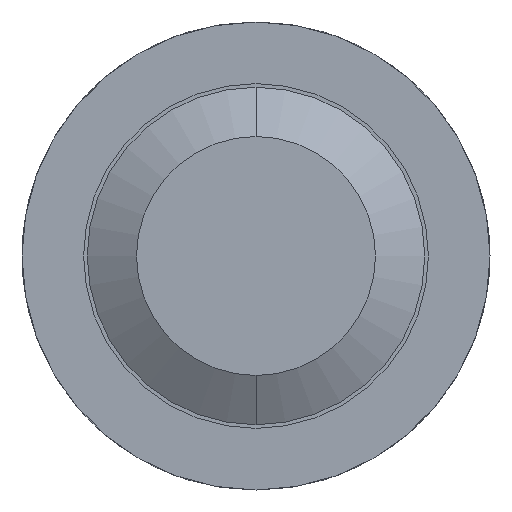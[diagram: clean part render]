
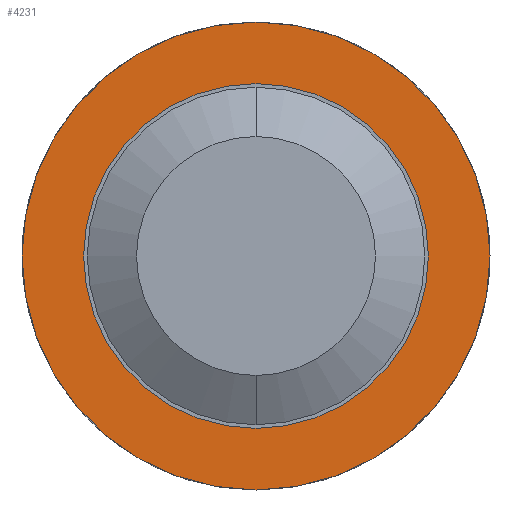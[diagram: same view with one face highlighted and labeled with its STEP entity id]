
A CAD part, front view. The second image highlights one B-rep face of the part: STEP entity #4231.
In plain terms, the highlighted planar face has unit normal (0, -1, 0).
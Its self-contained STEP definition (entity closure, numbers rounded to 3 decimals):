
#415 = AXIS2_PLACEMENT_3D ( 'NONE', #3934, #917, #3309 ) ;
#575 = EDGE_CURVE ( 'Defeature ausgef�hrt3_15+Defeature ausgef�hrt3_16+Defeature ausgef�hrt3_16+Defeature ausgef�hrt3_16', #1608, #4117, #3327, .T. ) ;
#775 = VERTEX_POINT ( 'NONE', #2578 ) ;
#825 = CARTESIAN_POINT ( 'NONE',  ( 0., -2.5, -0.685 ) ) ;
#908 = DIRECTION ( 'NONE',  ( 0., 0., 1. ) ) ;
#917 = DIRECTION ( 'NONE',  ( 0., 1., 0. ) ) ;
#1094 = DIRECTION ( 'NONE',  ( 0., 1., 0. ) ) ;
#1276 = PLANE ( 'NONE',  #415 ) ;
#1321 = CIRCLE ( 'NONE', #2106, 0.685 ) ;
#1463 = AXIS2_PLACEMENT_3D ( 'NONE', #1831, #1845, #2192 ) ;
#1496 = EDGE_CURVE ( 'Defeature ausgef�hrt3_16+Defeature ausgef�hrt3_10+Defeature ausgef�hrt3_10+Defeature ausgef�hrt3_10', #775, #3284, #1321, .T. ) ;
#1535 = CIRCLE ( 'NONE', #2394, 0.685 ) ;
#1608 = VERTEX_POINT ( 'NONE', #2605 ) ;
#1782 = EDGE_CURVE ( 'Defeature ausgef�hrt3_16+Defeature ausgef�hrt3_10+Defeature ausgef�hrt3_10+Defeature ausgef�hrt3_10', #3284, #775, #1535, .T. ) ;
#1831 = CARTESIAN_POINT ( 'NONE',  ( 0., -2.5, 0. ) ) ;
#1845 = DIRECTION ( 'NONE',  ( 0., 1., 0. ) ) ;
#1852 = CIRCLE ( 'NONE', #1463, 0.95 ) ;
#2106 = AXIS2_PLACEMENT_3D ( 'NONE', #2134, #2702, #908 ) ;
#2134 = CARTESIAN_POINT ( 'NONE',  ( 0., -2.5, 0. ) ) ;
#2192 = DIRECTION ( 'NONE',  ( 0., 0., 1. ) ) ;
#2283 = FACE_BOUND ( 'NONE', #2412, .T. ) ;
#2301 = ORIENTED_EDGE ( 'NONE', *, *, #3297, .F. ) ;
#2334 = ORIENTED_EDGE ( 'NONE', *, *, #1782, .T. ) ;
#2394 = AXIS2_PLACEMENT_3D ( 'NONE', #3443, #1094, #3769 ) ;
#2412 = EDGE_LOOP ( 'NONE', ( #3986, #2334 ) ) ;
#2578 = CARTESIAN_POINT ( 'NONE',  ( 0., -2.5, 0.685 ) ) ;
#2605 = CARTESIAN_POINT ( 'NONE',  ( 0., -2.5, 0.95 ) ) ;
#2616 = EDGE_LOOP ( 'NONE', ( #2730, #2301 ) ) ;
#2702 = DIRECTION ( 'NONE',  ( 0., 1., 0. ) ) ;
#2730 = ORIENTED_EDGE ( 'NONE', *, *, #575, .F. ) ;
#3127 = CARTESIAN_POINT ( 'NONE',  ( 0., -2.5, 0. ) ) ;
#3284 = VERTEX_POINT ( 'NONE', #825 ) ;
#3297 = EDGE_CURVE ( 'Defeature ausgef�hrt3_15+Defeature ausgef�hrt3_16+Defeature ausgef�hrt3_16+Defeature ausgef�hrt3_16', #4117, #1608, #1852, .T. ) ;
#3309 = DIRECTION ( 'NONE',  ( 0., 0., 1. ) ) ;
#3327 = CIRCLE ( 'NONE', #3572, 0.95 ) ;
#3333 = FACE_OUTER_BOUND ( 'NONE', #2616, .T. ) ;
#3443 = CARTESIAN_POINT ( 'NONE',  ( 0., -2.5, 0. ) ) ;
#3572 = AXIS2_PLACEMENT_3D ( 'NONE', #3127, #4125, #3782 ) ;
#3769 = DIRECTION ( 'NONE',  ( 0., 0., 1. ) ) ;
#3782 = DIRECTION ( 'NONE',  ( 0., 0., 1. ) ) ;
#3883 = CARTESIAN_POINT ( 'NONE',  ( 0., -2.5, -0.95 ) ) ;
#3934 = CARTESIAN_POINT ( 'NONE',  ( 0.95, -2.5, 0. ) ) ;
#3986 = ORIENTED_EDGE ( 'NONE', *, *, #1496, .T. ) ;
#4117 = VERTEX_POINT ( 'NONE', #3883 ) ;
#4125 = DIRECTION ( 'NONE',  ( 0., 1., 0. ) ) ;
#4231 = ADVANCED_FACE ( 'Defeature ausgef�hrt3_16', ( #3333, #2283 ), #1276, .F. ) ;
